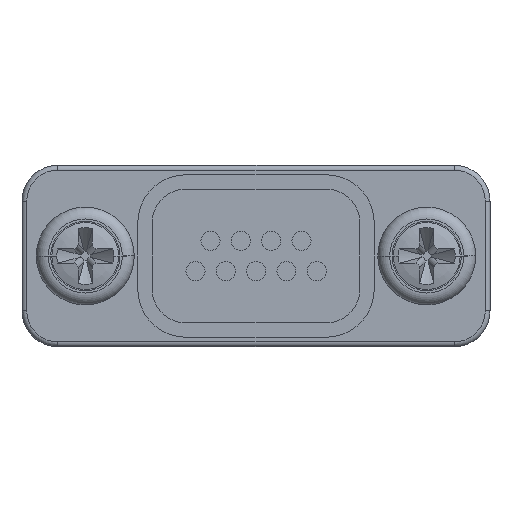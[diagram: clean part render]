
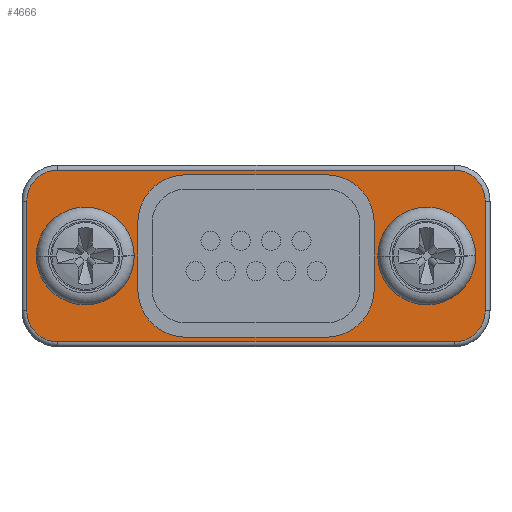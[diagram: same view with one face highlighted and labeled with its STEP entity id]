
A CAD part, front view. The second image highlights one B-rep face of the part: STEP entity #4666.
In plain terms, the highlighted planar face has unit normal (0, -1, 0).
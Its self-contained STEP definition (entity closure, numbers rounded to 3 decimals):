
#773=DIRECTION('',(1.,0.,0.));
#774=VECTOR('',#773,5.9);
#775=CARTESIAN_POINT('',(-2.95,3.5,3.4));
#776=LINE('',#775,#774);
#777=CARTESIAN_POINT('',(-2.95,3.5,1.4));
#778=DIRECTION('',(0.,1.,0.));
#779=DIRECTION('',(-1.,0.,0.));
#780=AXIS2_PLACEMENT_3D('',#777,#778,#779);
#782=DIRECTION('',(0.,0.,1.));
#783=VECTOR('',#782,2.8);
#784=CARTESIAN_POINT('',(-4.95,3.5,-1.4));
#785=LINE('',#784,#783);
#786=CARTESIAN_POINT('',(-2.95,3.5,-1.4));
#787=DIRECTION('',(0.,1.,0.));
#788=DIRECTION('',(0.,0.,-1.));
#789=AXIS2_PLACEMENT_3D('',#786,#787,#788);
#791=DIRECTION('',(-1.,0.,0.));
#792=VECTOR('',#791,5.9);
#793=CARTESIAN_POINT('',(2.95,3.5,-3.4));
#794=LINE('',#793,#792);
#795=CARTESIAN_POINT('',(2.95,3.5,-1.4));
#796=DIRECTION('',(0.,1.,0.));
#797=DIRECTION('',(1.,0.,0.));
#798=AXIS2_PLACEMENT_3D('',#795,#796,#797);
#800=DIRECTION('',(0.,0.,-1.));
#801=VECTOR('',#800,2.8);
#802=CARTESIAN_POINT('',(4.95,3.5,1.4));
#803=LINE('',#802,#801);
#804=CARTESIAN_POINT('',(2.95,3.5,1.4));
#805=DIRECTION('',(0.,1.,0.));
#806=DIRECTION('',(0.,0.,1.));
#807=AXIS2_PLACEMENT_3D('',#804,#805,#806);
#809=CARTESIAN_POINT('',(8.3,3.5,-2.3));
#810=DIRECTION('',(0.,1.,0.));
#811=DIRECTION('',(1.,0.,0.));
#812=AXIS2_PLACEMENT_3D('',#809,#810,#811);
#814=DIRECTION('',(-1.,0.,0.));
#815=VECTOR('',#814,16.6);
#816=CARTESIAN_POINT('',(8.3,3.5,-3.6));
#817=LINE('',#816,#815);
#818=CARTESIAN_POINT('',(-8.3,3.5,-2.3));
#819=DIRECTION('',(0.,1.,0.));
#820=DIRECTION('',(0.,0.,-1.));
#821=AXIS2_PLACEMENT_3D('',#818,#819,#820);
#823=DIRECTION('',(0.,0.,1.));
#824=VECTOR('',#823,4.6);
#825=CARTESIAN_POINT('',(-9.6,3.5,-2.3));
#826=LINE('',#825,#824);
#827=CARTESIAN_POINT('',(-8.3,3.5,2.3));
#828=DIRECTION('',(0.,1.,0.));
#829=DIRECTION('',(-1.,0.,0.));
#830=AXIS2_PLACEMENT_3D('',#827,#828,#829);
#832=DIRECTION('',(1.,0.,0.));
#833=VECTOR('',#832,16.6);
#834=CARTESIAN_POINT('',(-8.3,3.5,3.6));
#835=LINE('',#834,#833);
#836=CARTESIAN_POINT('',(8.3,3.5,2.3));
#837=DIRECTION('',(0.,1.,0.));
#838=DIRECTION('',(0.,0.,1.));
#839=AXIS2_PLACEMENT_3D('',#836,#837,#838);
#841=DIRECTION('',(0.,0.,-1.));
#842=VECTOR('',#841,4.6);
#843=CARTESIAN_POINT('',(9.6,3.5,2.3));
#844=LINE('',#843,#842);
#845=CARTESIAN_POINT('',(7.15,3.5,0.));
#846=DIRECTION('',(0.,1.,0.));
#847=DIRECTION('',(-1.,0.,0.));
#848=AXIS2_PLACEMENT_3D('',#845,#846,#847);
#850=CARTESIAN_POINT('',(7.15,3.5,0.));
#851=DIRECTION('',(0.,1.,0.));
#852=DIRECTION('',(1.,0.,0.));
#853=AXIS2_PLACEMENT_3D('',#850,#851,#852);
#855=CARTESIAN_POINT('',(-7.15,3.5,0.));
#856=DIRECTION('',(0.,1.,0.));
#857=DIRECTION('',(-1.,0.,0.));
#858=AXIS2_PLACEMENT_3D('',#855,#856,#857);
#860=CARTESIAN_POINT('',(-7.15,3.5,0.));
#861=DIRECTION('',(0.,1.,0.));
#862=DIRECTION('',(1.,0.,0.));
#863=AXIS2_PLACEMENT_3D('',#860,#861,#862);
#3145=CARTESIAN_POINT('',(-4.95,3.5,1.4));
#3146=CARTESIAN_POINT('',(-2.95,3.5,3.4));
#3147=VERTEX_POINT('',#3145);
#3148=VERTEX_POINT('',#3146);
#3149=CARTESIAN_POINT('',(-4.95,3.5,-1.4));
#3150=VERTEX_POINT('',#3149);
#3151=CARTESIAN_POINT('',(-2.95,3.5,-3.4));
#3152=VERTEX_POINT('',#3151);
#3153=CARTESIAN_POINT('',(2.95,3.5,-3.4));
#3154=VERTEX_POINT('',#3153);
#3155=CARTESIAN_POINT('',(4.95,3.5,-1.4));
#3156=VERTEX_POINT('',#3155);
#3157=CARTESIAN_POINT('',(4.95,3.5,1.4));
#3158=VERTEX_POINT('',#3157);
#3159=CARTESIAN_POINT('',(2.95,3.5,3.4));
#3160=VERTEX_POINT('',#3159);
#3213=CARTESIAN_POINT('',(9.6,3.5,-2.3));
#3214=CARTESIAN_POINT('',(8.3,3.5,-3.6));
#3215=VERTEX_POINT('',#3213);
#3216=VERTEX_POINT('',#3214);
#3219=CARTESIAN_POINT('',(-8.3,3.5,-3.6));
#3220=VERTEX_POINT('',#3219);
#3223=CARTESIAN_POINT('',(-9.6,3.5,-2.3));
#3224=VERTEX_POINT('',#3223);
#3227=CARTESIAN_POINT('',(-9.6,3.5,2.3));
#3228=VERTEX_POINT('',#3227);
#3231=CARTESIAN_POINT('',(-8.3,3.5,3.6));
#3232=VERTEX_POINT('',#3231);
#3235=CARTESIAN_POINT('',(8.3,3.5,3.6));
#3236=VERTEX_POINT('',#3235);
#3239=CARTESIAN_POINT('',(9.6,3.5,2.3));
#3240=VERTEX_POINT('',#3239);
#3433=CARTESIAN_POINT('',(5.55,3.5,0.));
#3434=CARTESIAN_POINT('',(8.75,3.5,0.));
#3435=VERTEX_POINT('',#3433);
#3436=VERTEX_POINT('',#3434);
#3437=CARTESIAN_POINT('',(-8.75,3.5,0.));
#3438=CARTESIAN_POINT('',(-5.55,3.5,0.));
#3439=VERTEX_POINT('',#3437);
#3440=VERTEX_POINT('',#3438);
#4621=CARTESIAN_POINT('',(0.,3.5,0.));
#4622=DIRECTION('',(0.,-1.,0.));
#4623=DIRECTION('',(1.,0.,0.));
#4624=AXIS2_PLACEMENT_3D('',#4621,#4622,#4623);
#4625=PLANE('',#4624);
#4627=ORIENTED_EDGE('',*,*,#4626,.T.);
#4629=ORIENTED_EDGE('',*,*,#4628,.T.);
#4631=ORIENTED_EDGE('',*,*,#4630,.T.);
#4633=ORIENTED_EDGE('',*,*,#4632,.T.);
#4635=ORIENTED_EDGE('',*,*,#4634,.T.);
#4637=ORIENTED_EDGE('',*,*,#4636,.T.);
#4639=ORIENTED_EDGE('',*,*,#4638,.T.);
#4641=ORIENTED_EDGE('',*,*,#4640,.T.);
#4642=EDGE_LOOP('',(#4627,#4629,#4631,#4633,#4635,#4637,#4639,#4641));
#4643=FACE_OUTER_BOUND('',#4642,.F.);
#4644=ORIENTED_EDGE('',*,*,#4355,.F.);
#4645=ORIENTED_EDGE('',*,*,#4159,.F.);
#4646=ORIENTED_EDGE('',*,*,#4174,.F.);
#4647=ORIENTED_EDGE('',*,*,#4188,.F.);
#4648=ORIENTED_EDGE('',*,*,#4202,.F.);
#4649=ORIENTED_EDGE('',*,*,#4314,.F.);
#4650=ORIENTED_EDGE('',*,*,#4328,.F.);
#4651=ORIENTED_EDGE('',*,*,#4342,.F.);
#4652=EDGE_LOOP('',(#4644,#4645,#4646,#4647,#4648,#4649,#4650,#4651));
#4653=FACE_BOUND('',#4652,.F.);
#4655=ORIENTED_EDGE('',*,*,#4654,.F.);
#4657=ORIENTED_EDGE('',*,*,#4656,.F.);
#4658=EDGE_LOOP('',(#4655,#4657));
#4659=FACE_BOUND('',#4658,.F.);
#4661=ORIENTED_EDGE('',*,*,#4660,.F.);
#4663=ORIENTED_EDGE('',*,*,#4662,.F.);
#4664=EDGE_LOOP('',(#4661,#4663));
#4665=FACE_BOUND('',#4664,.F.);
#781=CIRCLE('',#780,2.);
#790=CIRCLE('',#789,2.);
#799=CIRCLE('',#798,2.);
#808=CIRCLE('',#807,2.);
#813=CIRCLE('',#812,1.3);
#822=CIRCLE('',#821,1.3);
#831=CIRCLE('',#830,1.3);
#840=CIRCLE('',#839,1.3);
#849=CIRCLE('',#848,1.6);
#854=CIRCLE('',#853,1.6);
#859=CIRCLE('',#858,1.6);
#864=CIRCLE('',#863,1.6);
#4159=EDGE_CURVE('',#3147,#3148,#781,.T.);
#4174=EDGE_CURVE('',#3150,#3147,#785,.T.);
#4188=EDGE_CURVE('',#3152,#3150,#790,.T.);
#4202=EDGE_CURVE('',#3154,#3152,#794,.T.);
#4314=EDGE_CURVE('',#3156,#3154,#799,.T.);
#4328=EDGE_CURVE('',#3158,#3156,#803,.T.);
#4342=EDGE_CURVE('',#3160,#3158,#808,.T.);
#4355=EDGE_CURVE('',#3148,#3160,#776,.T.);
#4626=EDGE_CURVE('',#3215,#3216,#813,.T.);
#4628=EDGE_CURVE('',#3216,#3220,#817,.T.);
#4630=EDGE_CURVE('',#3220,#3224,#822,.T.);
#4632=EDGE_CURVE('',#3224,#3228,#826,.T.);
#4634=EDGE_CURVE('',#3228,#3232,#831,.T.);
#4636=EDGE_CURVE('',#3232,#3236,#835,.T.);
#4638=EDGE_CURVE('',#3236,#3240,#840,.T.);
#4640=EDGE_CURVE('',#3240,#3215,#844,.T.);
#4654=EDGE_CURVE('',#3435,#3436,#849,.T.);
#4656=EDGE_CURVE('',#3436,#3435,#854,.T.);
#4660=EDGE_CURVE('',#3439,#3440,#859,.T.);
#4662=EDGE_CURVE('',#3440,#3439,#864,.T.);
#4666=ADVANCED_FACE('',(#4643,#4653,#4659,#4665),#4625,.T.);
